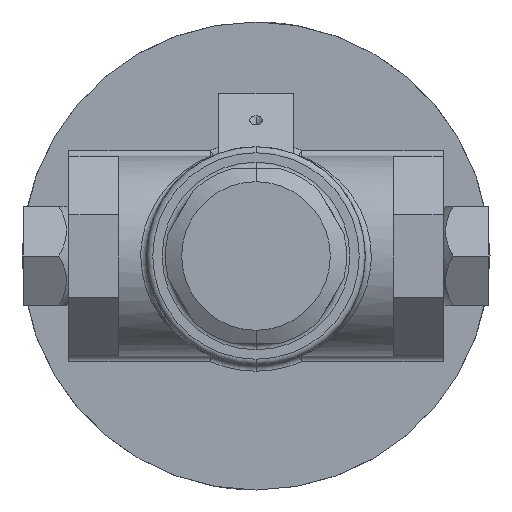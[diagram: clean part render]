
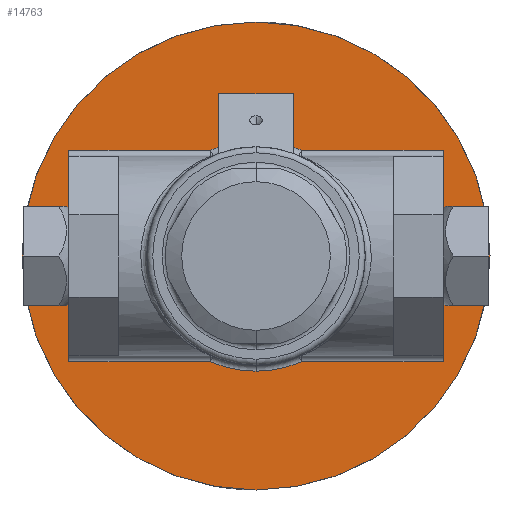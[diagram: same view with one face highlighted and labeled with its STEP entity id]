
A CAD part, front view. The second image highlights one B-rep face of the part: STEP entity #14763.
In plain terms, the highlighted planar face has unit normal (0, -1, 0).
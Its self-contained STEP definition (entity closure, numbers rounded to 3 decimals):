
#1065 = LINE ( 'NONE', #24732, #17531 ) ;
#1122 = ORIENTED_EDGE ( 'NONE', *, *, #25593, .T. ) ;
#2426 = CARTESIAN_POINT ( 'NONE',  ( 0., 1.47, 4.688 ) ) ;
#2536 = CARTESIAN_POINT ( 'NONE',  ( 0., 1.47, 0. ) ) ;
#2538 = VERTEX_POINT ( 'NONE', #27095 ) ;
#2666 = VERTEX_POINT ( 'NONE', #2426 ) ;
#2859 = DIRECTION ( 'NONE',  ( 0., -1., 0. ) ) ;
#2973 = CARTESIAN_POINT ( 'NONE',  ( -3.75, 1.47, 2.12 ) ) ;
#3196 = ORIENTED_EDGE ( 'NONE', *, *, #7043, .T. ) ;
#3488 = CARTESIAN_POINT ( 'NONE',  ( 0.911, 1.47, 2.12 ) ) ;
#3565 = ORIENTED_EDGE ( 'NONE', *, *, #13345, .F. ) ;
#3797 = ORIENTED_EDGE ( 'NONE', *, *, #13329, .F. ) ;
#4151 = DIRECTION ( 'NONE',  ( 0., -1., 0. ) ) ;
#4297 = CARTESIAN_POINT ( 'NONE',  ( -0.75, 1.47, 3.248 ) ) ;
#4909 = DIRECTION ( 'NONE',  ( -1., 0., 0. ) ) ;
#4984 = CARTESIAN_POINT ( 'NONE',  ( -3.75, 1.47, -2.12 ) ) ;
#5212 = CIRCLE ( 'NONE', #33661, 4.688 ) ;
#5358 = EDGE_LOOP ( 'NONE', ( #12598, #7943 ) ) ;
#5837 = DIRECTION ( 'NONE',  ( 0., 0., -1. ) ) ;
#6287 = CARTESIAN_POINT ( 'NONE',  ( 0., 1.47, 0. ) ) ;
#7043 = EDGE_CURVE ( 'NONE', #9700, #25285, #20658, .T. ) ;
#7206 = DIRECTION ( 'NONE',  ( 0., 1., 0. ) ) ;
#7943 = ORIENTED_EDGE ( 'NONE', *, *, #37496, .F. ) ;
#8186 = LINE ( 'NONE', #34338, #42242 ) ;
#8421 = CARTESIAN_POINT ( 'NONE',  ( 0., 1.47, -4.688 ) ) ;
#8752 = EDGE_CURVE ( 'NONE', #29618, #35180, #30438, .T. ) ;
#9026 = LINE ( 'NONE', #30825, #34289 ) ;
#9296 = AXIS2_PLACEMENT_3D ( 'NONE', #2536, #25588, #5837 ) ;
#9622 = DIRECTION ( 'NONE',  ( 0., 0., -1. ) ) ;
#9700 = VERTEX_POINT ( 'NONE', #3488 ) ;
#9897 = CARTESIAN_POINT ( 'NONE',  ( 4.821, 1.47, -2.12 ) ) ;
#9983 = ORIENTED_EDGE ( 'NONE', *, *, #37635, .F. ) ;
#10427 = DIRECTION ( 'NONE',  ( 0., 0., 1. ) ) ;
#10658 = CARTESIAN_POINT ( 'NONE',  ( 4.821, 1.47, 0. ) ) ;
#10877 = VERTEX_POINT ( 'NONE', #27583 ) ;
#11089 = DIRECTION ( 'NONE',  ( 1., 0., 0. ) ) ;
#11323 = EDGE_CURVE ( 'NONE', #24247, #10877, #16760, .T. ) ;
#11952 = VECTOR ( 'NONE', #25457, 39.37 ) ;
#12019 = VECTOR ( 'NONE', #42630, 39.37 ) ;
#12598 = ORIENTED_EDGE ( 'NONE', *, *, #18922, .F. ) ;
#13329 = EDGE_CURVE ( 'NONE', #9700, #2538, #19877, .T. ) ;
#13345 = EDGE_CURVE ( 'NONE', #10877, #29105, #17796, .T. ) ;
#13574 = VERTEX_POINT ( 'NONE', #15421 ) ;
#14763 = ADVANCED_FACE ( 'NONE', ( #19839, #36370 ), #23881, .T. ) ;
#14829 = AXIS2_PLACEMENT_3D ( 'NONE', #22578, #2859, #25909 ) ;
#14836 = VERTEX_POINT ( 'NONE', #4297 ) ;
#14947 = EDGE_CURVE ( 'NONE', #35180, #33303, #9026, .T. ) ;
#14987 = VECTOR ( 'NONE', #28555, 39.37 ) ;
#15402 = AXIS2_PLACEMENT_3D ( 'NONE', #10658, #4151, #27210 ) ;
#15421 = CARTESIAN_POINT ( 'NONE',  ( 3.75, 1.47, -2.12 ) ) ;
#15477 = DIRECTION ( 'NONE',  ( 0., -1., 0. ) ) ;
#15501 = CARTESIAN_POINT ( 'NONE',  ( -0.911, 1.47, 2.12 ) ) ;
#15614 = ORIENTED_EDGE ( 'NONE', *, *, #8752, .T. ) ;
#15892 = LINE ( 'NONE', #41234, #40102 ) ;
#15971 = EDGE_CURVE ( 'NONE', #24247, #29618, #39419, .T. ) ;
#16244 = CARTESIAN_POINT ( 'NONE',  ( 0., 1.47, 0. ) ) ;
#16520 = LINE ( 'NONE', #17020, #24245 ) ;
#16673 = EDGE_LOOP ( 'NONE', ( #3196, #9983, #41105, #3565, #33791, #21763, #15614, #27309, #20034, #1122, #38106, #19833, #3797 ) ) ;
#16760 = CIRCLE ( 'NONE', #35829, 2.308 ) ;
#17014 = AXIS2_PLACEMENT_3D ( 'NONE', #6287, #29358, #9622 ) ;
#17020 = CARTESIAN_POINT ( 'NONE',  ( 0.75, 1.47, 2.063 ) ) ;
#17531 = VECTOR ( 'NONE', #28053, 39.37 ) ;
#17796 = CIRCLE ( 'NONE', #17014, 2.308 ) ;
#17869 = DIRECTION ( 'NONE',  ( 0., 0., 1. ) ) ;
#18678 = CARTESIAN_POINT ( 'NONE',  ( 3.75, 1.47, 2.12 ) ) ;
#18922 = EDGE_CURVE ( 'NONE', #36769, #2666, #38301, .T. ) ;
#18995 = EDGE_CURVE ( 'NONE', #13574, #29105, #20726, .T. ) ;
#19552 = DIRECTION ( 'NONE',  ( 0., 0., -1. ) ) ;
#19833 = ORIENTED_EDGE ( 'NONE', *, *, #22425, .F. ) ;
#19839 = FACE_BOUND ( 'NONE', #16673, .T. ) ;
#19877 = CIRCLE ( 'NONE', #14829, 2.308 ) ;
#20034 = ORIENTED_EDGE ( 'NONE', *, *, #31827, .F. ) ;
#20658 = LINE ( 'NONE', #24878, #11952 ) ;
#20726 = LINE ( 'NONE', #9897, #12019 ) ;
#21763 = ORIENTED_EDGE ( 'NONE', *, *, #15971, .T. ) ;
#21861 = VECTOR ( 'NONE', #32653, 39.37 ) ;
#22425 = EDGE_CURVE ( 'NONE', #2538, #38300, #16520, .T. ) ;
#22578 = CARTESIAN_POINT ( 'NONE',  ( 0., 1.47, 0. ) ) ;
#23392 = CARTESIAN_POINT ( 'NONE',  ( 0.75, 1.47, 3.248 ) ) ;
#23881 = PLANE ( 'NONE',  #15402 ) ;
#24245 = VECTOR ( 'NONE', #10427, 39.37 ) ;
#24247 = VERTEX_POINT ( 'NONE', #39417 ) ;
#24298 = CARTESIAN_POINT ( 'NONE',  ( 0.911, 1.47, -2.12 ) ) ;
#24732 = CARTESIAN_POINT ( 'NONE',  ( 3.75, 1.47, -2.15 ) ) ;
#24878 = CARTESIAN_POINT ( 'NONE',  ( 4.821, 1.47, 2.12 ) ) ;
#25285 = VERTEX_POINT ( 'NONE', #18678 ) ;
#25457 = DIRECTION ( 'NONE',  ( 1., 0., 0. ) ) ;
#25588 = DIRECTION ( 'NONE',  ( 0., -1., 0. ) ) ;
#25593 = EDGE_CURVE ( 'NONE', #40907, #14836, #8186, .T. ) ;
#25909 = DIRECTION ( 'NONE',  ( 0., 0., -1. ) ) ;
#26146 = CARTESIAN_POINT ( 'NONE',  ( 4.821, 1.47, -2.12 ) ) ;
#26935 = CARTESIAN_POINT ( 'NONE',  ( 0., 1.47, 0. ) ) ;
#27095 = CARTESIAN_POINT ( 'NONE',  ( 0.75, 1.47, 2.182 ) ) ;
#27139 = EDGE_CURVE ( 'NONE', #38300, #14836, #15892, .T. ) ;
#27210 = DIRECTION ( 'NONE',  ( 0., 0., -1. ) ) ;
#27309 = ORIENTED_EDGE ( 'NONE', *, *, #14947, .T. ) ;
#27546 = CARTESIAN_POINT ( 'NONE',  ( -0.75, 1.47, 2.182 ) ) ;
#27583 = CARTESIAN_POINT ( 'NONE',  ( 0., 1.47, -2.308 ) ) ;
#28053 = DIRECTION ( 'NONE',  ( 0., 0., 1. ) ) ;
#28555 = DIRECTION ( 'NONE',  ( 0., 0., 1. ) ) ;
#29105 = VERTEX_POINT ( 'NONE', #24298 ) ;
#29358 = DIRECTION ( 'NONE',  ( 0., -1., 0. ) ) ;
#29618 = VERTEX_POINT ( 'NONE', #4984 ) ;
#30262 = DIRECTION ( 'NONE',  ( 0., 0., -1. ) ) ;
#30438 = LINE ( 'NONE', #41674, #14987 ) ;
#30825 = CARTESIAN_POINT ( 'NONE',  ( 4.821, 1.47, 2.12 ) ) ;
#31827 = EDGE_CURVE ( 'NONE', #40907, #33303, #36321, .T. ) ;
#32653 = DIRECTION ( 'NONE',  ( -1., 0., 0. ) ) ;
#33303 = VERTEX_POINT ( 'NONE', #15501 ) ;
#33661 = AXIS2_PLACEMENT_3D ( 'NONE', #26935, #7206, #30262 ) ;
#33791 = ORIENTED_EDGE ( 'NONE', *, *, #11323, .F. ) ;
#34289 = VECTOR ( 'NONE', #11089, 39.37 ) ;
#34338 = CARTESIAN_POINT ( 'NONE',  ( -0.75, 1.47, 2.063 ) ) ;
#35180 = VERTEX_POINT ( 'NONE', #2973 ) ;
#35244 = CARTESIAN_POINT ( 'NONE',  ( 0., 1.47, 0. ) ) ;
#35829 = AXIS2_PLACEMENT_3D ( 'NONE', #35244, #15477, #38546 ) ;
#36321 = CIRCLE ( 'NONE', #9296, 2.308 ) ;
#36370 = FACE_OUTER_BOUND ( 'NONE', #5358, .T. ) ;
#36769 = VERTEX_POINT ( 'NONE', #8421 ) ;
#37496 = EDGE_CURVE ( 'NONE', #2666, #36769, #5212, .T. ) ;
#37635 = EDGE_CURVE ( 'NONE', #13574, #25285, #1065, .T. ) ;
#38106 = ORIENTED_EDGE ( 'NONE', *, *, #27139, .F. ) ;
#38300 = VERTEX_POINT ( 'NONE', #23392 ) ;
#38301 = CIRCLE ( 'NONE', #39206, 4.688 ) ;
#38546 = DIRECTION ( 'NONE',  ( 0., 0., -1. ) ) ;
#39206 = AXIS2_PLACEMENT_3D ( 'NONE', #16244, #39306, #19552 ) ;
#39306 = DIRECTION ( 'NONE',  ( 0., 1., 0. ) ) ;
#39417 = CARTESIAN_POINT ( 'NONE',  ( -0.911, 1.47, -2.12 ) ) ;
#39419 = LINE ( 'NONE', #26146, #21861 ) ;
#40102 = VECTOR ( 'NONE', #4909, 39.37 ) ;
#40907 = VERTEX_POINT ( 'NONE', #27546 ) ;
#41105 = ORIENTED_EDGE ( 'NONE', *, *, #18995, .T. ) ;
#41234 = CARTESIAN_POINT ( 'NONE',  ( 0.75, 1.47, 3.248 ) ) ;
#41674 = CARTESIAN_POINT ( 'NONE',  ( -3.75, 1.47, -2.15 ) ) ;
#42242 = VECTOR ( 'NONE', #17869, 39.37 ) ;
#42630 = DIRECTION ( 'NONE',  ( -1., 0., 0. ) ) ;
